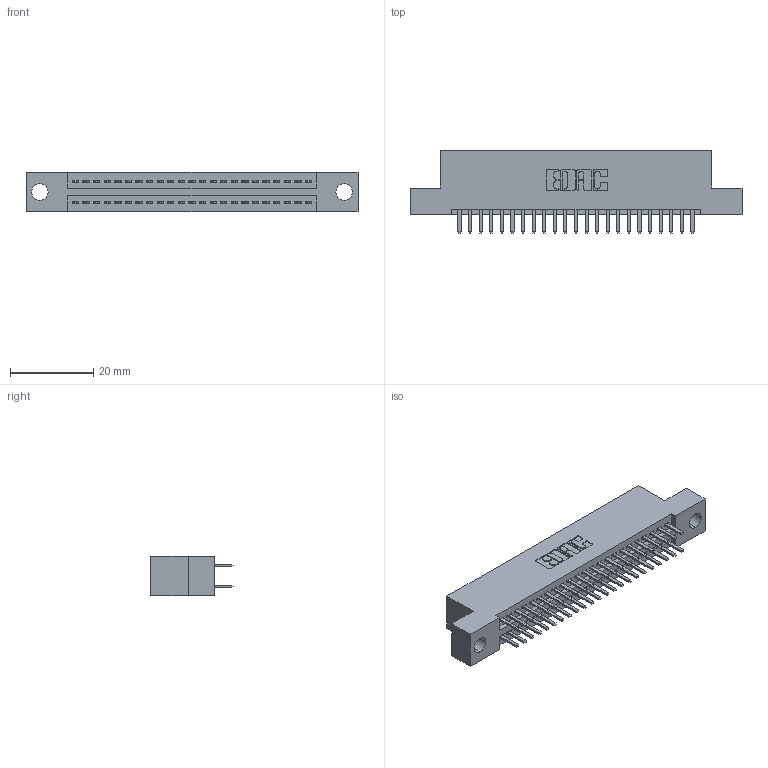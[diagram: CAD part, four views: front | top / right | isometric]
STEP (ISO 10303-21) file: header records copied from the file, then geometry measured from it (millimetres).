
FILE_DESCRIPTION (( 'STEP AP203' ), '1' );
FILE_NAME ('395-046-520-204.STEP', '2018-11-16T02:06:24', ( '' ), ( '' ), 'SwSTEP 2.0', 'SolidWorks 2016', '' );
FILE_SCHEMA (( 'CONFIG_CONTROL_DESIGN' ));
Length unit declared in the file: inch
Products named in the file (3): 345 Part_Flush Mounting Lugs - 0.156 Dia-TH; 345-292-001_345-293-120; 395-046-520-204
Assembly tree (47 placements, depth 2):
  395-046-520-204
    345 Part_Flush Mounting Lugs - 0.156 Dia-TH
    345-292-001_345-293-120  x46
Bounding box: 79.63 x 19.68 x 9.4 mm (x, y, z)
Volume: 7450.8 mm3; surface area: 10417.7 mm2
Topology: 47 solids, 47 shells, 2610 faces, 7563 edges, 4918 vertices
Faces by surface type: plane 1690, cylinder 920
Entity records: 20721 total; most frequent: CARTESIAN_POINT 3504, ORIENTED_EDGE 3426, DIRECTION 3101, EDGE_CURVE 1713, VECTOR 1485, LINE 1485, VERTEX_POINT 1138, AXIS2_PLACEMENT_3D 808
